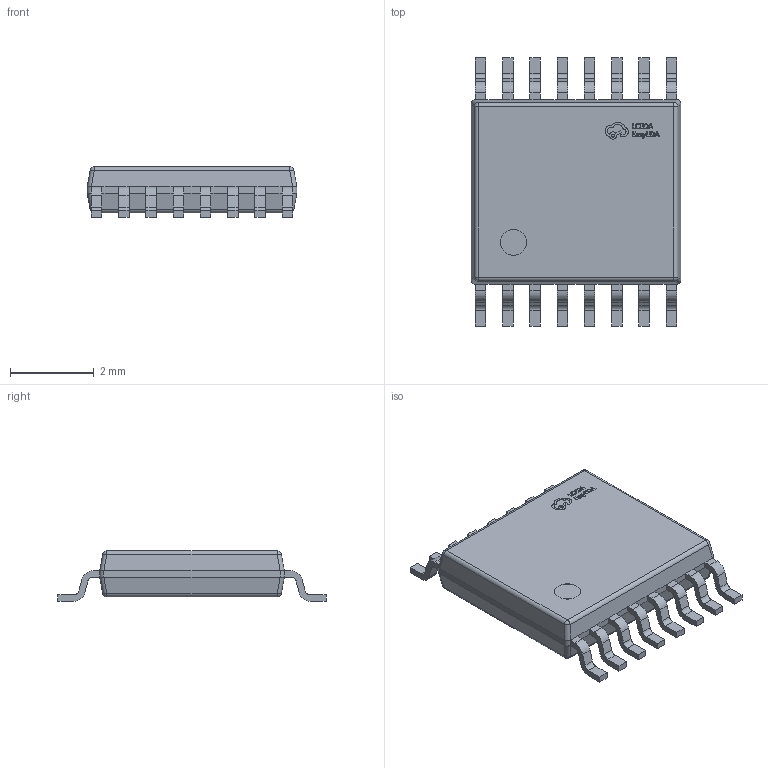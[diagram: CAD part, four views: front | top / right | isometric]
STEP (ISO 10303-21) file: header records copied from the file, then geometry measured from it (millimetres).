
FILE_DESCRIPTION(('FreeCAD Model'),'2;1');
FILE_NAME('Open CASCADE Shape Model','2023-11-17T01:00:33',('Author'),( ''),'Open CASCADE STEP processor 7.6','FreeCAD','Unknown');
FILE_SCHEMA(('AUTOMOTIVE_DESIGN { 1 0 10303 214 1 1 1 1 }'));
Length unit declared in the file: millimetre
Products named in the file (2): SSOP-16_L5.0-W4.4-P0.65-LS6.4-BL; SOLID
Assembly tree (1 placements, depth 2):
  SSOP-16_L5.0-W4.4-P0.65-LS6.4-BL
    SOLID
Bounding box: 5 x 6.4 x 1.2 mm (x, y, z)
Volume: 24 mm3; surface area: 78.2 mm2
Topology: 1 solids, 1 shells, 492 faces, 1319 edges, 850 vertices
Faces by surface type: plane 298, bspline 98, cylinder 88, sphere 8
Entity records: 17630 total; most frequent: CARTESIAN_POINT 4041, ORIENTED_EDGE 2638, DIRECTION 2047, EDGE_CURVE 1319, LINE 935, VECTOR 935, VERTEX_POINT 850, AXIS2_PLACEMENT_3D 556
